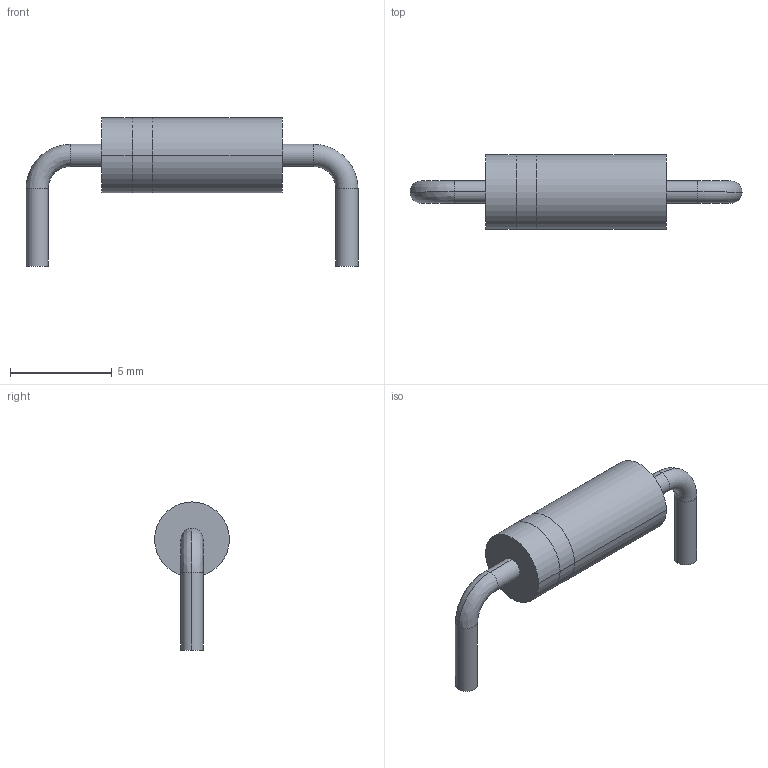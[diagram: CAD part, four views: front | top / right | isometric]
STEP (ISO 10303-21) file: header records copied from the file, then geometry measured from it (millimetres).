
FILE_DESCRIPTION((''),'2;1');
FILE_NAME('ON SEMI_CASE 017AA-01.stp','2011-03-28T15:01:23',(''),(''),'Mechanical Desktop 2011','Mechanical Desktop 2011',', , ');
FILE_SCHEMA(('AUTOMOTIVE_DESIGN { 1 2 10303 214 1 1 1 1 }'));
Length unit declared in the file: millimetre
Products named in the file (1): Product
Bounding box: 16.33 x 3.68 x 7.28 mm (x, y, z)
Volume: 109.3 mm3; surface area: 224.5 mm2
Topology: 5 solids, 5 shells, 28 faces, 46 edges, 28 vertices
Faces by surface type: cylinder 10, bspline 8, plane 8, torus 2
Entity records: 845 total; most frequent: CARTESIAN_POINT 265, DIRECTION 120, ORIENTED_EDGE 92, AXIS2_PLACEMENT_3D 53, EDGE_CURVE 46, CIRCLE 32, VERTEX_POINT 28, EDGE_LOOP 28
